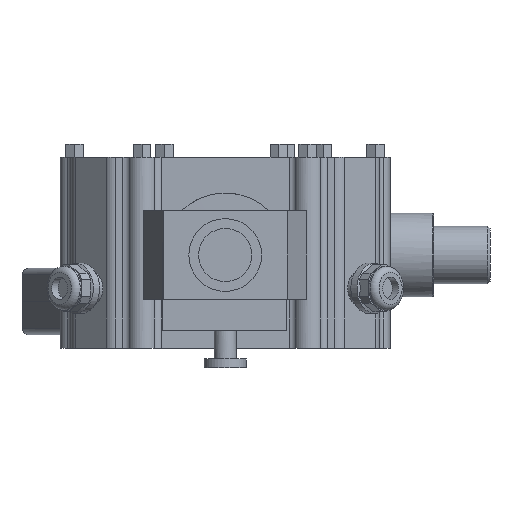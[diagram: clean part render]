
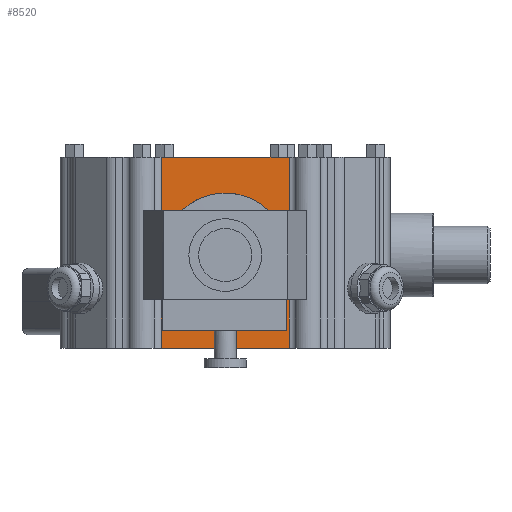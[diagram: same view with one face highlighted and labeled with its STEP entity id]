
A CAD part, left-side view. The second image highlights one B-rep face of the part: STEP entity #8520.
In plain terms, the highlighted planar face has unit normal (-1, 0, 0).
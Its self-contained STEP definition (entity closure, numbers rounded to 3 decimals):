
#1033=CIRCLE('',#9028,19.575);
#1430=PLANE('',#9274);
#1675=LINE('',#13815,#2353);
#1676=LINE('',#13819,#2354);
#1678=LINE('',#13831,#2356);
#1689=LINE('',#13902,#2367);
#1735=LINE('',#14027,#2413);
#1747=LINE('',#14061,#2425);
#1751=LINE('',#14066,#2429);
#1753=LINE('',#14075,#2431);
#2093=LINE('',#15448,#2771);
#2094=LINE('',#15451,#2772);
#2095=LINE('',#15452,#2773);
#2353=VECTOR('',#10308,10.);
#2354=VECTOR('',#10311,10.);
#2356=VECTOR('',#10327,10.);
#2367=VECTOR('',#10390,10.);
#2413=VECTOR('',#10476,10.);
#2425=VECTOR('',#10500,10.);
#2429=VECTOR('',#10504,10.);
#2431=VECTOR('',#10514,10.);
#2771=VECTOR('',#11464,10.);
#2772=VECTOR('',#11467,10.);
#2773=VECTOR('',#11468,10.);
#3227=FACE_OUTER_BOUND('',#3732,.T.);
#3732=EDGE_LOOP('',(#7731,#7732,#7733,#7734,#7735,#7736,#7737,#7738,#7739,
#7740,#7741,#7742));
#4206=VERTEX_POINT('',#13812);
#4207=VERTEX_POINT('',#13814);
#4208=VERTEX_POINT('',#13816);
#4209=VERTEX_POINT('',#13818);
#4212=VERTEX_POINT('',#13830);
#4246=VERTEX_POINT('',#13900);
#4304=VERTEX_POINT('',#14024);
#4305=VERTEX_POINT('',#14026);
#4318=VERTEX_POINT('',#14060);
#4322=VERTEX_POINT('',#14074);
#4596=VERTEX_POINT('',#15446);
#4597=VERTEX_POINT('',#15450);
#5101=EDGE_CURVE('',#4207,#4206,#1675,.T.);
#5103=EDGE_CURVE('',#4209,#4208,#1676,.T.);
#5108=EDGE_CURVE('',#4209,#4212,#1678,.T.);
#5145=EDGE_CURVE('',#4246,#4206,#1689,.T.);
#5206=EDGE_CURVE('',#4305,#4304,#1735,.T.);
#5221=EDGE_CURVE('',#4318,#4207,#1747,.T.);
#5225=EDGE_CURVE('',#4208,#4305,#1751,.T.);
#5229=EDGE_CURVE('',#4322,#4318,#1753,.T.);
#5315=EDGE_CURVE('',#4304,#4322,#1033,.T.);
#5691=EDGE_CURVE('',#4596,#4212,#2093,.T.);
#5692=EDGE_CURVE('',#4597,#4246,#2094,.T.);
#5693=EDGE_CURVE('',#4596,#4597,#2095,.T.);
#7731=ORIENTED_EDGE('',*,*,#5101,.T.);
#7732=ORIENTED_EDGE('',*,*,#5145,.F.);
#7733=ORIENTED_EDGE('',*,*,#5692,.F.);
#7734=ORIENTED_EDGE('',*,*,#5693,.F.);
#7735=ORIENTED_EDGE('',*,*,#5691,.T.);
#7736=ORIENTED_EDGE('',*,*,#5108,.F.);
#7737=ORIENTED_EDGE('',*,*,#5103,.T.);
#7738=ORIENTED_EDGE('',*,*,#5225,.T.);
#7739=ORIENTED_EDGE('',*,*,#5206,.T.);
#7740=ORIENTED_EDGE('',*,*,#5315,.T.);
#7741=ORIENTED_EDGE('',*,*,#5229,.T.);
#7742=ORIENTED_EDGE('',*,*,#5221,.T.);
#8520=ADVANCED_FACE('',(#3227),#1430,.T.);
#9028=AXIS2_PLACEMENT_3D('',#14581,#10665,#10666);
#9274=AXIS2_PLACEMENT_3D('',#15449,#11465,#11466);
#10308=DIRECTION('',(0.,0.,-1.));
#10311=DIRECTION('',(0.,0.,1.));
#10327=DIRECTION('',(0.,1.,0.));
#10390=DIRECTION('',(0.,1.,0.));
#10476=DIRECTION('',(0.,0.,1.));
#10500=DIRECTION('',(0.,1.,0.));
#10504=DIRECTION('',(0.,1.,0.));
#10514=DIRECTION('',(0.,0.,-1.));
#10665=DIRECTION('center_axis',(1.,0.,0.));
#10666=DIRECTION('ref_axis',(0.,0.,1.));
#11464=DIRECTION('',(0.,0.,-1.));
#11465=DIRECTION('center_axis',(-1.,0.,0.));
#11466=DIRECTION('ref_axis',(0.,1.,0.));
#11467=DIRECTION('',(0.,0.,-1.));
#11468=DIRECTION('',(0.,-1.,0.));
#13812=CARTESIAN_POINT('',(-62.,-2.179,-86.));
#13814=CARTESIAN_POINT('',(-62.,-2.179,-78.2));
#13815=CARTESIAN_POINT('',(-62.,-2.179,-78.2));
#13816=CARTESIAN_POINT('',(-62.,2.179,-78.2));
#13818=CARTESIAN_POINT('',(-62.,2.179,-86.));
#13819=CARTESIAN_POINT('',(-62.,2.179,-78.2));
#13830=CARTESIAN_POINT('',(-62.,28.84,-86.));
#13831=CARTESIAN_POINT('',(-62.,28.84,-86.));
#13900=CARTESIAN_POINT('',(-62.,-28.84,-86.));
#13902=CARTESIAN_POINT('',(-62.,28.84,-86.));
#14024=CARTESIAN_POINT('',(-62.,6.515,-62.463));
#14026=CARTESIAN_POINT('',(-62.,6.515,-78.2));
#14027=CARTESIAN_POINT('',(-62.,6.515,-39.1));
#14060=CARTESIAN_POINT('',(-62.,-6.576,-78.2));
#14061=CARTESIAN_POINT('',(-62.,-14.275,-78.2));
#14066=CARTESIAN_POINT('',(-62.,-14.275,-78.2));
#14074=CARTESIAN_POINT('',(-62.,-6.576,-62.441));
#14075=CARTESIAN_POINT('',(-62.,-6.576,-39.1));
#14581=CARTESIAN_POINT('Origin',(-62.,0.,-44.004));
#15446=CARTESIAN_POINT('',(-62.,28.84,0.));
#15448=CARTESIAN_POINT('',(-62.,28.84,0.));
#15449=CARTESIAN_POINT('Origin',(-62.,-28.84,0.));
#15450=CARTESIAN_POINT('',(-62.,-28.84,0.));
#15451=CARTESIAN_POINT('',(-62.,-28.84,0.));
#15452=CARTESIAN_POINT('',(-62.,28.84,0.));
